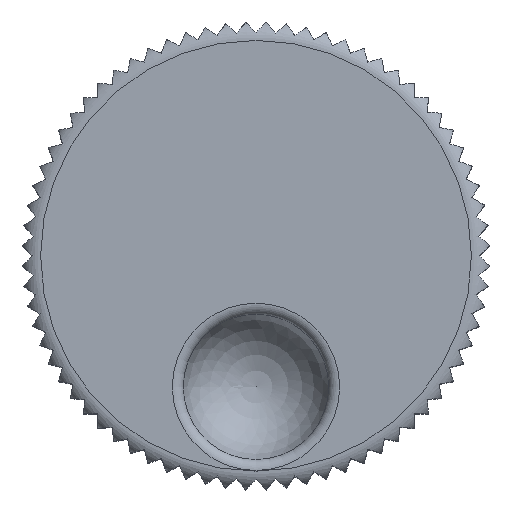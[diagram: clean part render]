
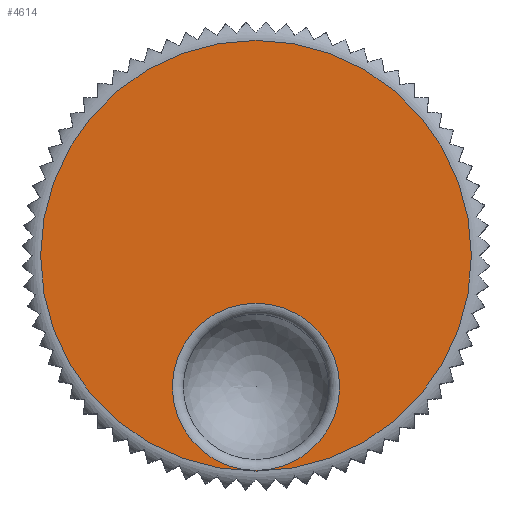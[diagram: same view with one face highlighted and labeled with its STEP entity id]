
A CAD part, top view. The second image highlights one B-rep face of the part: STEP entity #4614.
In plain terms, the highlighted planar face has unit normal (0, 0, 1).
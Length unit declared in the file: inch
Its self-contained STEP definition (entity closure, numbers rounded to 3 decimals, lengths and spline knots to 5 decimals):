
#100=FACE_BOUND('',#670,.T.);
#174=CIRCLE('',#4869,0.575);
#186=CIRCLE('',#4963,0.22333);
#427=FACE_OUTER_BOUND('',#669,.T.);
#669=EDGE_LOOP('',(#4144));
#670=EDGE_LOOP('',(#4145));
#2049=VERTEX_POINT('',#9492);
#2075=VERTEX_POINT('',#9687);
#2737=EDGE_CURVE('',#2049,#2049,#174,.T.);
#2774=EDGE_CURVE('',#2075,#2075,#186,.T.);
#4144=ORIENTED_EDGE('',*,*,#2737,.F.);
#4145=ORIENTED_EDGE('',*,*,#2774,.F.);
#4380=PLANE('',#4962);
#4614=ADVANCED_FACE('',(#427,#100),#4380,.T.);
#4869=AXIS2_PLACEMENT_3D('',#9493,#5717,#5718);
#4962=AXIS2_PLACEMENT_3D('',#9686,#5922,#5923);
#4963=AXIS2_PLACEMENT_3D('',#9688,#5924,#5925);
#5717=DIRECTION('center_axis',(0.,0.,-1.));
#5718=DIRECTION('ref_axis',(-1.,0.,0.));
#5922=DIRECTION('center_axis',(0.,0.,1.));
#5923=DIRECTION('ref_axis',(1.,0.,0.));
#5924=DIRECTION('center_axis',(0.,0.,1.));
#5925=DIRECTION('ref_axis',(0.,-1.,0.));
#9492=CARTESIAN_POINT('',(-0.575,0.,0.1));
#9493=CARTESIAN_POINT('Origin',(0.,0.,0.1));
#9686=CARTESIAN_POINT('Origin',(0.,0.,0.1));
#9687=CARTESIAN_POINT('',(-0.22333,-0.35,0.1));
#9688=CARTESIAN_POINT('Origin',(0.,-0.35,0.1));
